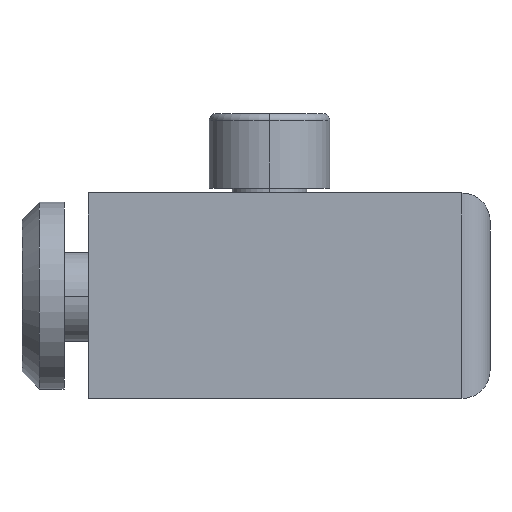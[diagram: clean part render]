
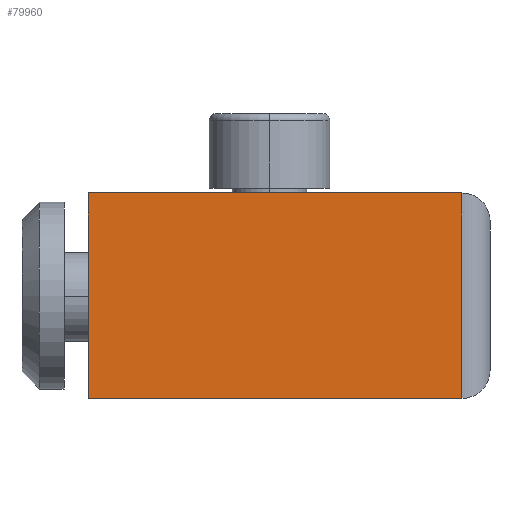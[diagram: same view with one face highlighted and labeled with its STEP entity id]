
A CAD part, front view. The second image highlights one B-rep face of the part: STEP entity #79960.
In plain terms, the highlighted planar face has unit normal (0, -1, 0).
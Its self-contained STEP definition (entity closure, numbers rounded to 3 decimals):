
#79020=CARTESIAN_POINT('',(0.,-11.,11.));
#79030=DIRECTION('',(1.,0.,0.));
#79040=VECTOR('',#79030,1.);
#79050=LINE('',#79020,#79040);
#79060=CARTESIAN_POINT('',(0.6,-11.,11.));
#79070=VERTEX_POINT('',#79060);
#79080=CARTESIAN_POINT('',(40.6,-11.,11.));
#79090=VERTEX_POINT('',#79080);
#79100=EDGE_CURVE('',#79070,#79090,#79050,.T.);
#79660=CARTESIAN_POINT('',(0.227,-11.,-10.2));
#79670=DIRECTION('',(-0.,-1.,-0.));
#79680=DIRECTION('',(-1.,0.,0.));
#79690=AXIS2_PLACEMENT_3D('',#79660,#79670,#79680);
#79700=PLANE('',#79690);
#79710=CARTESIAN_POINT('',(0.,-11.,-11.));
#79720=DIRECTION('',(-1.,0.,0.));
#79730=VECTOR('',#79720,1.);
#79740=LINE('',#79710,#79730);
#79750=CARTESIAN_POINT('',(40.6,-11.,-11.));
#79760=VERTEX_POINT('',#79750);
#79770=CARTESIAN_POINT('',(0.6,-11.,-11.));
#79780=VERTEX_POINT('',#79770);
#79790=EDGE_CURVE('',#79760,#79780,#79740,.T.);
#79800=ORIENTED_EDGE('',*,*,#79790,.F.);
#79810=CARTESIAN_POINT('',(0.6,-11.,0.));
#79820=DIRECTION('',(0.,0.,1.));
#79830=VECTOR('',#79820,1.);
#79840=LINE('',#79810,#79830);
#79850=EDGE_CURVE('',#79780,#79070,#79840,.T.);
#79860=ORIENTED_EDGE('',*,*,#79850,.F.);
#79870=ORIENTED_EDGE('',*,*,#79100,.F.);
#79880=CARTESIAN_POINT('',(40.6,-11.,0.));
#79890=DIRECTION('',(0.,0.,1.));
#79900=VECTOR('',#79890,1.);
#79910=LINE('',#79880,#79900);
#79920=EDGE_CURVE('',#79760,#79090,#79910,.T.);
#79930=ORIENTED_EDGE('',*,*,#79920,.T.);
#79940=EDGE_LOOP('',(#79930,#79870,#79860,#79800));
#79950=FACE_OUTER_BOUND('',#79940,.T.);
#79960=ADVANCED_FACE('',(#79950),#79700,.T.);
